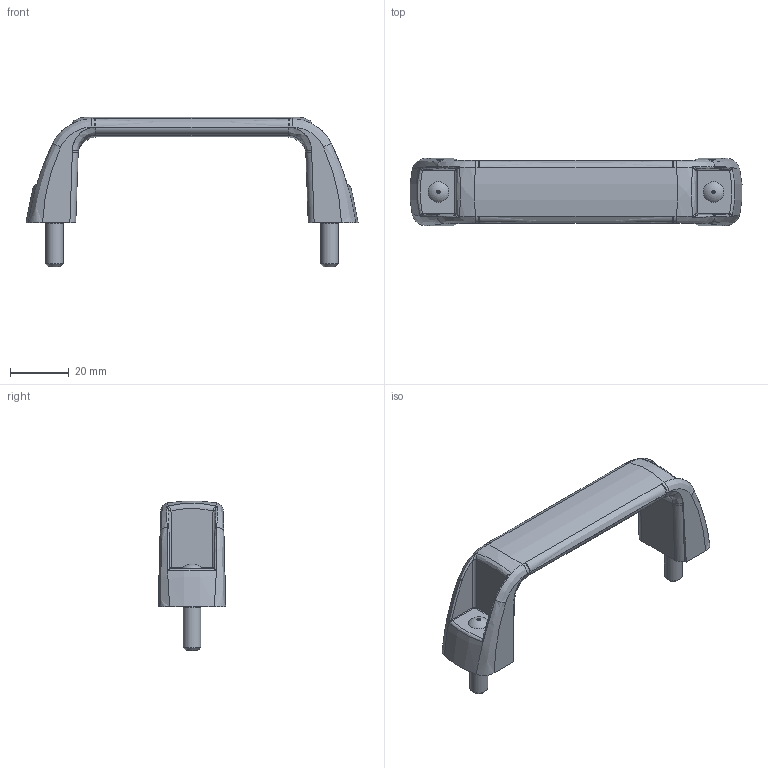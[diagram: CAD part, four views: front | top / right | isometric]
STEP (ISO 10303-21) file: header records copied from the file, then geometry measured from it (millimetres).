
FILE_DESCRIPTION(/* description */ ('File step'),/* implementation_level */ '2;1');
FILE_NAME(/* name */ '6333720',/* time_stamp */ '2022-02-02T16:19:12+01:00',/* author */ ('Zorzan D.'),/* organization */ ('Gamm Srl.'),/* preprocessor_version */ 'ST-DEVELOPER v16.7',/* originating_system */ 'Solid Edge',/* authorisation */ 'Unknown');
FILE_SCHEMA (('CONFIG_CONTROL_DESIGN'));
Length unit declared in the file: millimetre
Products named in the file (1): Parte6
Bounding box: 112.81 x 23 x 50.92 mm (x, y, z)
Volume: 22769.8 mm3; surface area: 10963.6 mm2
Topology: 1 solids, 3 shells, 150 faces, 344 edges, 196 vertices
Faces by surface type: bspline 84, plane 30, cylinder 30, torus 4, cone 2
Full cylindrical faces by diameter (mm): 6 x4, 6.4 x2, 6.5 x2
Entity records: 6597 total; most frequent: CARTESIAN_POINT 2889, ORIENTED_EDGE 636, DIRECTION 378, EDGE_CURVE 318, VERTEX_POINT 194, FACE_BOUND 174, EDGE_LOOP 172, B_SPLINE_CURVE_WITH_KNOTS 170
